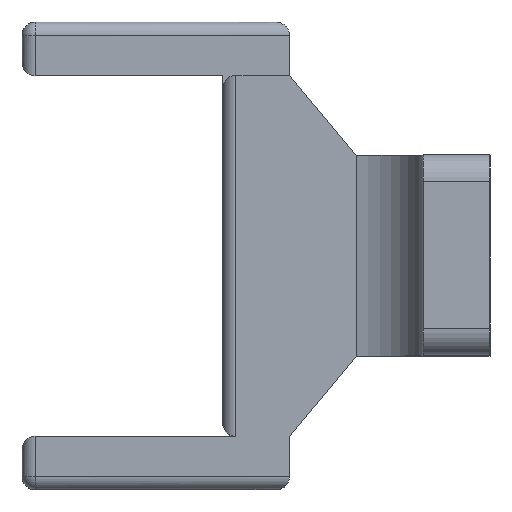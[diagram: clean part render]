
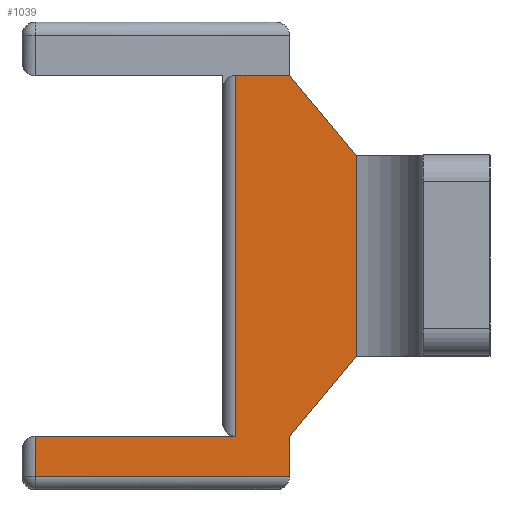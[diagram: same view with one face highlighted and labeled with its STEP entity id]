
A CAD part, top view. The second image highlights one B-rep face of the part: STEP entity #1039.
In plain terms, the highlighted face is planar.
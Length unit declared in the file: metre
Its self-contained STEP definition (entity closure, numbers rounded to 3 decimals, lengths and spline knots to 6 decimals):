
#219=ORIENTED_EDGE('',*,*,#467,.T.);
#220=ORIENTED_EDGE('',*,*,#468,.F.);
#221=ORIENTED_EDGE('',*,*,#469,.T.);
#222=ORIENTED_EDGE('',*,*,#470,.T.);
#223=ORIENTED_EDGE('',*,*,#447,.T.);
#224=ORIENTED_EDGE('',*,*,#471,.F.);
#225=ORIENTED_EDGE('',*,*,#472,.T.);
#226=ORIENTED_EDGE('',*,*,#473,.T.);
#227=ORIENTED_EDGE('',*,*,#474,.F.);
#447=EDGE_CURVE('',#581,#580,#677,.T.);
#467=EDGE_CURVE('',#597,#598,#696,.F.);
#468=EDGE_CURVE('',#599,#598,#697,.T.);
#469=EDGE_CURVE('',#599,#600,#698,.T.);
#470=EDGE_CURVE('',#600,#581,#699,.T.);
#471=EDGE_CURVE('',#601,#580,#700,.T.);
#472=EDGE_CURVE('',#601,#602,#701,.T.);
#473=EDGE_CURVE('',#602,#603,#702,.T.);
#474=EDGE_CURVE('',#597,#603,#703,.T.);
#580=VERTEX_POINT('',#1657);
#581=VERTEX_POINT('',#1659);
#597=VERTEX_POINT('',#1700);
#598=VERTEX_POINT('',#1701);
#599=VERTEX_POINT('',#1703);
#600=VERTEX_POINT('',#1705);
#601=VERTEX_POINT('',#1708);
#602=VERTEX_POINT('',#1710);
#603=VERTEX_POINT('',#1712);
#677=LINE('',#1658,#787);
#696=LINE('',#1699,#806);
#697=LINE('',#1702,#807);
#698=LINE('',#1704,#808);
#699=LINE('',#1706,#809);
#700=LINE('',#1707,#810);
#701=LINE('',#1709,#811);
#702=LINE('',#1711,#812);
#703=LINE('',#1713,#813);
#787=VECTOR('',#1321,1.);
#806=VECTOR('',#1352,1.);
#807=VECTOR('',#1353,1.);
#808=VECTOR('',#1354,1.);
#809=VECTOR('',#1355,1.);
#810=VECTOR('',#1356,1.);
#811=VECTOR('',#1357,1.);
#812=VECTOR('',#1358,1.);
#813=VECTOR('',#1359,1.);
#873=EDGE_LOOP('',(#219,#220,#221,#222,#223,#224,#225,#226,#227));
#940=FACE_BOUND('',#873,.T.);
#1002=PLANE('',#1140);
#1039=ADVANCED_FACE('',(#940),#1002,.F.);
#1140=AXIS2_PLACEMENT_3D('',#1698,#1350,#1351);
#1321=DIRECTION('',(1.,0.,0.));
#1350=DIRECTION('',(0.,0.,1.));
#1351=DIRECTION('',(1.,0.,0.));
#1352=DIRECTION('',(1.,0.,0.));
#1353=DIRECTION('',(0.,1.,0.));
#1354=DIRECTION('',(-1.,0.,0.));
#1355=DIRECTION('',(0.,1.,0.));
#1356=DIRECTION('',(-0.768,-0.64,0.));
#1357=DIRECTION('',(1.,0.,0.));
#1358=DIRECTION('',(0.768,-0.64,0.));
#1359=DIRECTION('',(0.,1.,0.));
#1657=CARTESIAN_POINT('',(-0.0135,0.,-0.01573));
#1658=CARTESIAN_POINT('',(-0.00675,0.,-0.01573));
#1659=CARTESIAN_POINT('',(-0.0165,0.,-0.01573));
#1698=CARTESIAN_POINT('',(-0.00675,-0.005,-0.01573));
#1699=CARTESIAN_POINT('',(-0.0135,-0.004,-0.01573));
#1700=CARTESIAN_POINT('',(0.0135,-0.004,-0.01573));
#1701=CARTESIAN_POINT('',(-0.0135,-0.004,-0.01573));
#1702=CARTESIAN_POINT('',(-0.0135,-0.02,-0.01573));
#1703=CARTESIAN_POINT('',(-0.0135,-0.019,-0.01573));
#1704=CARTESIAN_POINT('',(-0.0175,-0.019,-0.01573));
#1705=CARTESIAN_POINT('',(-0.0165,-0.019,-0.01573));
#1706=CARTESIAN_POINT('',(-0.0165,0.,-0.01573));
#1707=CARTESIAN_POINT('',(-0.0105,0.0025,-0.01573));
#1708=CARTESIAN_POINT('',(-0.0075,0.005,-0.01573));
#1709=CARTESIAN_POINT('',(0.00375,0.005,-0.01573));
#1710=CARTESIAN_POINT('',(0.0075,0.005,-0.01573));
#1711=CARTESIAN_POINT('',(0.0105,0.0025,-0.01573));
#1712=CARTESIAN_POINT('',(0.0135,0.,-0.01573));
#1713=CARTESIAN_POINT('',(0.0135,-0.005,-0.01573));
